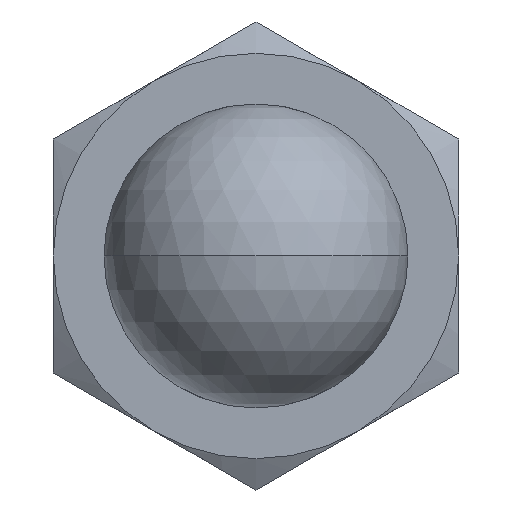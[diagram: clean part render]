
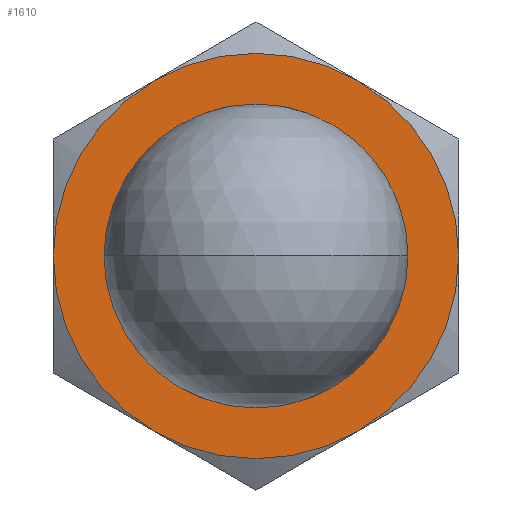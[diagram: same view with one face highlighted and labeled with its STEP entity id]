
A CAD part, front view. The second image highlights one B-rep face of the part: STEP entity #1610.
In plain terms, the highlighted face is planar.
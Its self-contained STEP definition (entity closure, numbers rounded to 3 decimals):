
#26 = PLANE ( 'NONE',  #1541 ) ;
#212 = AXIS2_PLACEMENT_3D ( 'NONE', #2556, #3382, #351 ) ;
#351 = DIRECTION ( 'NONE',  ( -1., 0., 0. ) ) ;
#384 = DIRECTION ( 'NONE',  ( -1., 0., 0. ) ) ;
#447 = ORIENTED_EDGE ( 'NONE', *, *, #3936, .T. ) ;
#450 = AXIS2_PLACEMENT_3D ( 'NONE', #2691, #546, #4098 ) ;
#491 = ORIENTED_EDGE ( 'NONE', *, *, #1158, .T. ) ;
#514 = DIRECTION ( 'NONE',  ( 0., 0., 1. ) ) ;
#518 = CIRCLE ( 'NONE', #1949, 4. ) ;
#520 = VERTEX_POINT ( 'NONE', #2019 ) ;
#546 = DIRECTION ( 'NONE',  ( 0., 0., -1. ) ) ;
#553 = CARTESIAN_POINT ( 'NONE',  ( 2., -3.464, 0. ) ) ;
#583 = EDGE_CURVE ( 'NONE', #4232, #520, #2174, .T. ) ;
#662 = CIRCLE ( 'NONE', #2700, 2.817 ) ;
#718 = AXIS2_PLACEMENT_3D ( 'NONE', #942, #3952, #1363 ) ;
#761 = VERTEX_POINT ( 'NONE', #3511 ) ;
#942 = CARTESIAN_POINT ( 'NONE',  ( 0., 0., 0. ) ) ;
#947 = DIRECTION ( 'NONE',  ( 0., 0., -1. ) ) ;
#960 = DIRECTION ( 'NONE',  ( -1., 0., 0. ) ) ;
#982 = CIRCLE ( 'NONE', #718, 4. ) ;
#1023 = CARTESIAN_POINT ( 'NONE',  ( 0., 0., 0. ) ) ;
#1158 = EDGE_CURVE ( 'NONE', #4362, #4930, #518, .T. ) ;
#1225 = CARTESIAN_POINT ( 'NONE',  ( 4., 6.928, 0. ) ) ;
#1311 = FACE_BOUND ( 'NONE', #2197, .T. ) ;
#1363 = DIRECTION ( 'NONE',  ( -1., 0., 0. ) ) ;
#1407 = DIRECTION ( 'NONE',  ( 0., 0., -1. ) ) ;
#1541 = AXIS2_PLACEMENT_3D ( 'NONE', #1225, #514, #4880 ) ;
#1610 = ADVANCED_FACE ( 'NONE', ( #1311, #3804 ), #26, .F. ) ;
#1618 = AXIS2_PLACEMENT_3D ( 'NONE', #4841, #2619, #1842 ) ;
#1683 = CARTESIAN_POINT ( 'NONE',  ( -2., 3.464, 0. ) ) ;
#1715 = EDGE_CURVE ( 'NONE', #761, #2897, #3482, .T. ) ;
#1732 = CARTESIAN_POINT ( 'NONE',  ( -4., 0., 0. ) ) ;
#1774 = CARTESIAN_POINT ( 'NONE',  ( 0., 0., 0. ) ) ;
#1842 = DIRECTION ( 'NONE',  ( 1., 0., 0. ) ) ;
#1918 = ORIENTED_EDGE ( 'NONE', *, *, #1715, .T. ) ;
#1949 = AXIS2_PLACEMENT_3D ( 'NONE', #1023, #1407, #4445 ) ;
#2019 = CARTESIAN_POINT ( 'NONE',  ( 4., 0., 0. ) ) ;
#2069 = CIRCLE ( 'NONE', #2464, 4. ) ;
#2174 = CIRCLE ( 'NONE', #450, 4. ) ;
#2189 = EDGE_LOOP ( 'NONE', ( #5225, #4593, #3123, #491, #447, #2452 ) ) ;
#2197 = EDGE_LOOP ( 'NONE', ( #2291, #1918 ) ) ;
#2291 = ORIENTED_EDGE ( 'NONE', *, *, #2605, .T. ) ;
#2452 = ORIENTED_EDGE ( 'NONE', *, *, #2710, .T. ) ;
#2464 = AXIS2_PLACEMENT_3D ( 'NONE', #1774, #947, #960 ) ;
#2496 = AXIS2_PLACEMENT_3D ( 'NONE', #2959, #3430, #384 ) ;
#2556 = CARTESIAN_POINT ( 'NONE',  ( 0., 0., 0. ) ) ;
#2605 = EDGE_CURVE ( 'NONE', #2897, #761, #662, .T. ) ;
#2619 = DIRECTION ( 'NONE',  ( 0., 0., 1. ) ) ;
#2691 = CARTESIAN_POINT ( 'NONE',  ( 0., 0., 0. ) ) ;
#2700 = AXIS2_PLACEMENT_3D ( 'NONE', #2965, #5139, #2907 ) ;
#2710 = EDGE_CURVE ( 'NONE', #3752, #4232, #4672, .T. ) ;
#2737 = CARTESIAN_POINT ( 'NONE',  ( -2.817, 0., 0. ) ) ;
#2860 = VERTEX_POINT ( 'NONE', #553 ) ;
#2897 = VERTEX_POINT ( 'NONE', #2737 ) ;
#2907 = DIRECTION ( 'NONE',  ( 1., 0., 0. ) ) ;
#2959 = CARTESIAN_POINT ( 'NONE',  ( 0., 0., 0. ) ) ;
#2965 = CARTESIAN_POINT ( 'NONE',  ( 0., 0., 0. ) ) ;
#3123 = ORIENTED_EDGE ( 'NONE', *, *, #4367, .T. ) ;
#3243 = EDGE_CURVE ( 'NONE', #520, #2860, #4732, .T. ) ;
#3382 = DIRECTION ( 'NONE',  ( 0., 0., -1. ) ) ;
#3430 = DIRECTION ( 'NONE',  ( 0., 0., -1. ) ) ;
#3482 = CIRCLE ( 'NONE', #1618, 2.817 ) ;
#3511 = CARTESIAN_POINT ( 'NONE',  ( 2.817, 0., 0. ) ) ;
#3752 = VERTEX_POINT ( 'NONE', #1683 ) ;
#3804 = FACE_OUTER_BOUND ( 'NONE', #2189, .T. ) ;
#3834 = CARTESIAN_POINT ( 'NONE',  ( 2., 3.464, 0. ) ) ;
#3936 = EDGE_CURVE ( 'NONE', #4930, #3752, #2069, .T. ) ;
#3952 = DIRECTION ( 'NONE',  ( 0., 0., -1. ) ) ;
#4098 = DIRECTION ( 'NONE',  ( -1., 0., 0. ) ) ;
#4232 = VERTEX_POINT ( 'NONE', #3834 ) ;
#4362 = VERTEX_POINT ( 'NONE', #4816 ) ;
#4367 = EDGE_CURVE ( 'NONE', #2860, #4362, #982, .T. ) ;
#4445 = DIRECTION ( 'NONE',  ( -1., 0., 0. ) ) ;
#4593 = ORIENTED_EDGE ( 'NONE', *, *, #3243, .T. ) ;
#4672 = CIRCLE ( 'NONE', #212, 4. ) ;
#4732 = CIRCLE ( 'NONE', #2496, 4. ) ;
#4816 = CARTESIAN_POINT ( 'NONE',  ( -2., -3.464, 0. ) ) ;
#4841 = CARTESIAN_POINT ( 'NONE',  ( 0., 0., 0. ) ) ;
#4880 = DIRECTION ( 'NONE',  ( 1., 0., 0. ) ) ;
#4930 = VERTEX_POINT ( 'NONE', #1732 ) ;
#5139 = DIRECTION ( 'NONE',  ( 0., 0., 1. ) ) ;
#5225 = ORIENTED_EDGE ( 'NONE', *, *, #583, .T. ) ;
